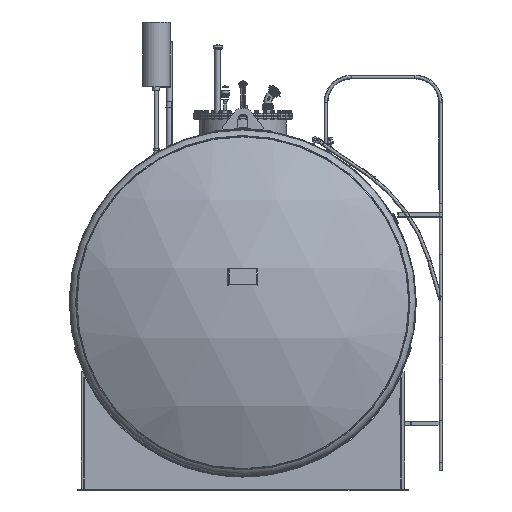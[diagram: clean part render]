
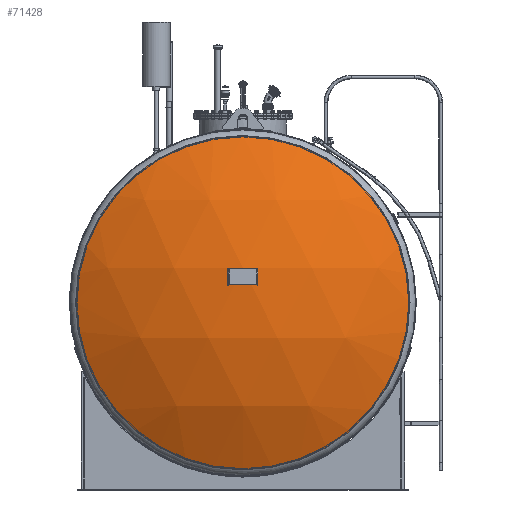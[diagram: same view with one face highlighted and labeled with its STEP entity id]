
A CAD part, left-side view. The second image highlights one B-rep face of the part: STEP entity #71428.
In plain terms, the highlighted spherical face has radius 2515 mm.
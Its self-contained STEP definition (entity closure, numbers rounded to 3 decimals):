
#1595=SPHERICAL_SURFACE('',#76298,2515.);
#5926=FACE_OUTER_BOUND('',#10212,.T.);
#10212=EDGE_LOOP('',(#46416));
#25449=CIRCLE('',#76296,1208.955);
#28942=VERTEX_POINT('',#105554);
#35725=EDGE_CURVE('',#28942,#28942,#25449,.T.);
#46416=ORIENTED_EDGE('',*,*,#35725,.T.);
#71428=ADVANCED_FACE('',(#5926),#1595,.T.);
#76296=AXIS2_PLACEMENT_3D('',#105555,#84483,#84484);
#76298=AXIS2_PLACEMENT_3D('',#105557,#84487,#84488);
#84483=DIRECTION('center_axis',(-1.,0.,0.));
#84484=DIRECTION('ref_axis',(0.,-1.,0.));
#84487=DIRECTION('center_axis',(0.,0.,
1.));
#84488=DIRECTION('ref_axis',(0.,-1.,0.));
#105554=CARTESIAN_POINT('',(-5035.251,0.,1208.955));
#105555=CARTESIAN_POINT('Origin',(-5035.251,0.,
0.));
#105557=CARTESIAN_POINT('Origin',(-2829.882,0.,
0.));
